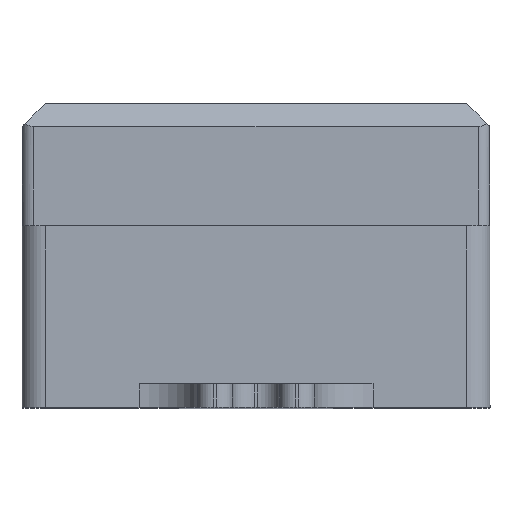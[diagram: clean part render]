
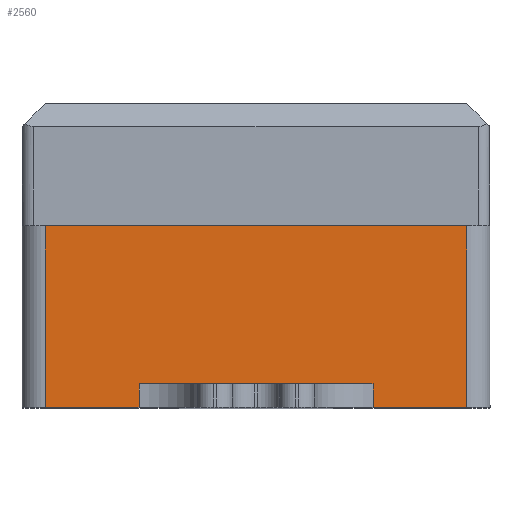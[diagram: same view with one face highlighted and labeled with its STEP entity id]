
A CAD part, top view. The second image highlights one B-rep face of the part: STEP entity #2560.
In plain terms, the highlighted planar face has unit normal (0, 0, 1).
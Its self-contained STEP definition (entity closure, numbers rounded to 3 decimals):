
#164 = VECTOR ( 'NONE', #7312, 1000. ) ;
#416 = VECTOR ( 'NONE', #5131, 1000. ) ;
#591 = CARTESIAN_POINT ( 'NONE',  ( -18., 2., 28.75 ) ) ;
#766 = DIRECTION ( 'NONE',  ( -1., 0., 0. ) ) ;
#992 = CARTESIAN_POINT ( 'NONE',  ( -18., 0., 28.75 ) ) ;
#1048 = DIRECTION ( 'NONE',  ( 1., 0., 0. ) ) ;
#1110 = CARTESIAN_POINT ( 'NONE',  ( 10., 2., 28.75 ) ) ;
#1145 = CARTESIAN_POINT ( 'NONE',  ( 18., 15.5, 28.75 ) ) ;
#1281 = VERTEX_POINT ( 'NONE', #3084 ) ;
#1298 = CARTESIAN_POINT ( 'NONE',  ( -18., 15.5, 28.75 ) ) ;
#1366 = CARTESIAN_POINT ( 'NONE',  ( 0., 2., 28.75 ) ) ;
#1387 = CARTESIAN_POINT ( 'NONE',  ( 0., 0., 28.75 ) ) ;
#1406 = EDGE_CURVE ( 'NONE', #1281, #7362, #2013, .T. ) ;
#1704 = VERTEX_POINT ( 'NONE', #992 ) ;
#2013 = LINE ( 'NONE', #1145, #164 ) ;
#2067 = LINE ( 'NONE', #6871, #416 ) ;
#2139 = VERTEX_POINT ( 'NONE', #3773 ) ;
#2342 = VECTOR ( 'NONE', #1048, 1000. ) ;
#2374 = VECTOR ( 'NONE', #4289, 1000. ) ;
#2430 = VERTEX_POINT ( 'NONE', #2844 ) ;
#2456 = EDGE_CURVE ( 'NONE', #1704, #2430, #5992, .T. ) ;
#2539 = DIRECTION ( 'NONE',  ( -1., 0., 0. ) ) ;
#2560 = ADVANCED_FACE ( 'NONE', ( #2896 ), #4993, .F. ) ;
#2563 = DIRECTION ( 'NONE',  ( 0., 0., -1. ) ) ;
#2844 = CARTESIAN_POINT ( 'NONE',  ( -10., 0., 28.75 ) ) ;
#2896 = FACE_OUTER_BOUND ( 'NONE', #7637, .T. ) ;
#3071 = ORIENTED_EDGE ( 'NONE', *, *, #5971, .F. ) ;
#3084 = CARTESIAN_POINT ( 'NONE',  ( 18., 0., 28.75 ) ) ;
#3351 = ORIENTED_EDGE ( 'NONE', *, *, #1406, .T. ) ;
#3400 = EDGE_CURVE ( 'NONE', #2139, #4450, #4911, .T. ) ;
#3501 = CARTESIAN_POINT ( 'NONE',  ( 18., 15.5, 28.75 ) ) ;
#3700 = CARTESIAN_POINT ( 'NONE',  ( -10., 2., 28.75 ) ) ;
#3746 = DIRECTION ( 'NONE',  ( 0., -1., 0. ) ) ;
#3773 = CARTESIAN_POINT ( 'NONE',  ( 10., 2., 28.75 ) ) ;
#3880 = VECTOR ( 'NONE', #5224, 1000. ) ;
#3988 = LINE ( 'NONE', #591, #2374 ) ;
#4069 = CARTESIAN_POINT ( 'NONE',  ( 0., 0., 28.75 ) ) ;
#4289 = DIRECTION ( 'NONE',  ( 0., -1., 0. ) ) ;
#4450 = VERTEX_POINT ( 'NONE', #5170 ) ;
#4651 = ORIENTED_EDGE ( 'NONE', *, *, #3400, .T. ) ;
#4810 = ORIENTED_EDGE ( 'NONE', *, *, #6653, .T. ) ;
#4911 = LINE ( 'NONE', #1110, #6356 ) ;
#4993 = PLANE ( 'NONE',  #6758 ) ;
#5131 = DIRECTION ( 'NONE',  ( 1., 0., 0. ) ) ;
#5170 = CARTESIAN_POINT ( 'NONE',  ( 10., 0., 28.75 ) ) ;
#5224 = DIRECTION ( 'NONE',  ( 1., 0., 0. ) ) ;
#5460 = LINE ( 'NONE', #3700, #7544 ) ;
#5536 = LINE ( 'NONE', #1387, #3880 ) ;
#5571 = EDGE_CURVE ( 'NONE', #2139, #7944, #6132, .T. ) ;
#5617 = ORIENTED_EDGE ( 'NONE', *, *, #7220, .F. ) ;
#5830 = CARTESIAN_POINT ( 'NONE',  ( -10., 2., 28.75 ) ) ;
#5971 = EDGE_CURVE ( 'NONE', #7944, #2430, #5460, .T. ) ;
#5992 = LINE ( 'NONE', #4069, #2342 ) ;
#6037 = DIRECTION ( 'NONE',  ( 0., -1., 0. ) ) ;
#6041 = EDGE_CURVE ( 'NONE', #7697, #1704, #3988, .T. ) ;
#6104 = ORIENTED_EDGE ( 'NONE', *, *, #5571, .F. ) ;
#6132 = LINE ( 'NONE', #1366, #7183 ) ;
#6356 = VECTOR ( 'NONE', #6037, 1000. ) ;
#6653 = EDGE_CURVE ( 'NONE', #4450, #1281, #5536, .T. ) ;
#6758 = AXIS2_PLACEMENT_3D ( 'NONE', #7275, #2563, #2539 ) ;
#6871 = CARTESIAN_POINT ( 'NONE',  ( -20., 15.5, 28.75 ) ) ;
#7183 = VECTOR ( 'NONE', #766, 1000. ) ;
#7220 = EDGE_CURVE ( 'NONE', #7697, #7362, #2067, .T. ) ;
#7275 = CARTESIAN_POINT ( 'NONE',  ( 0., 2., 28.75 ) ) ;
#7312 = DIRECTION ( 'NONE',  ( 0., 1., 0. ) ) ;
#7314 = ORIENTED_EDGE ( 'NONE', *, *, #6041, .T. ) ;
#7362 = VERTEX_POINT ( 'NONE', #3501 ) ;
#7471 = ORIENTED_EDGE ( 'NONE', *, *, #2456, .T. ) ;
#7544 = VECTOR ( 'NONE', #3746, 1000. ) ;
#7637 = EDGE_LOOP ( 'NONE', ( #4810, #3351, #5617, #7314, #7471, #3071, #6104, #4651 ) ) ;
#7697 = VERTEX_POINT ( 'NONE', #1298 ) ;
#7944 = VERTEX_POINT ( 'NONE', #5830 ) ;
